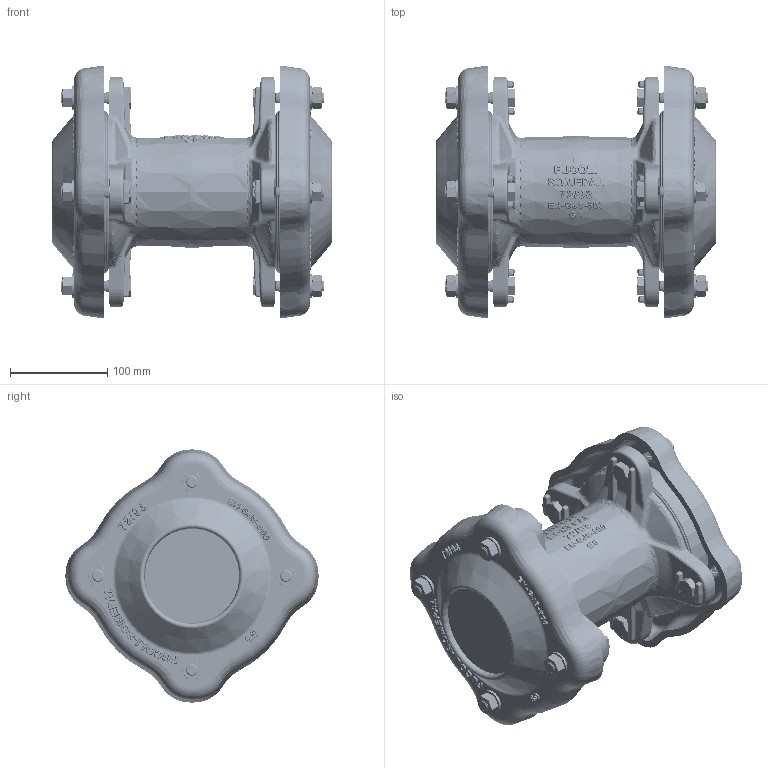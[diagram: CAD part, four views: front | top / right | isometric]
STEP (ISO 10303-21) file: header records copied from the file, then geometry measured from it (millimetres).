
FILE_DESCRIPTION (( 'STEP AP214' ), '1' );
FILE_NAME ('Junta Multimateriais GFIX_MED 72-93.STEP', '2014-09-15T16:47:02', ( '' ), ( '' ), 'SwSTEP 2.0', 'SolidWorks 2014', '' );
FILE_SCHEMA (( 'AUTOMOTIVE_DESIGN' ));
Length unit declared in the file: millimetre
Products named in the file (1): Junta Multimateriais GFIX_MED 72-93
Bounding box: 286.75 x 259.71 x 259.71 mm (x, y, z)
Volume: 4875057.5 mm3; surface area: 423134.7 mm2
Topology: 25 solids, 49 shells, 6028 faces, 13685 edges, 7806 vertices
Faces by surface type: cone 2311, bspline 1674, cylinder 1184, plane 588, torus 199, sphere 72
Entity records: 327162 total; most frequent: CARTESIAN_POINT 188260, ORIENTED_EDGE 27338, DIRECTION 21801, EDGE_CURVE 13669, AXIS2_PLACEMENT_3D 8868, VERTEX_POINT 7806, EDGE_LOOP 6207, FACE_OUTER_BOUND 6028
